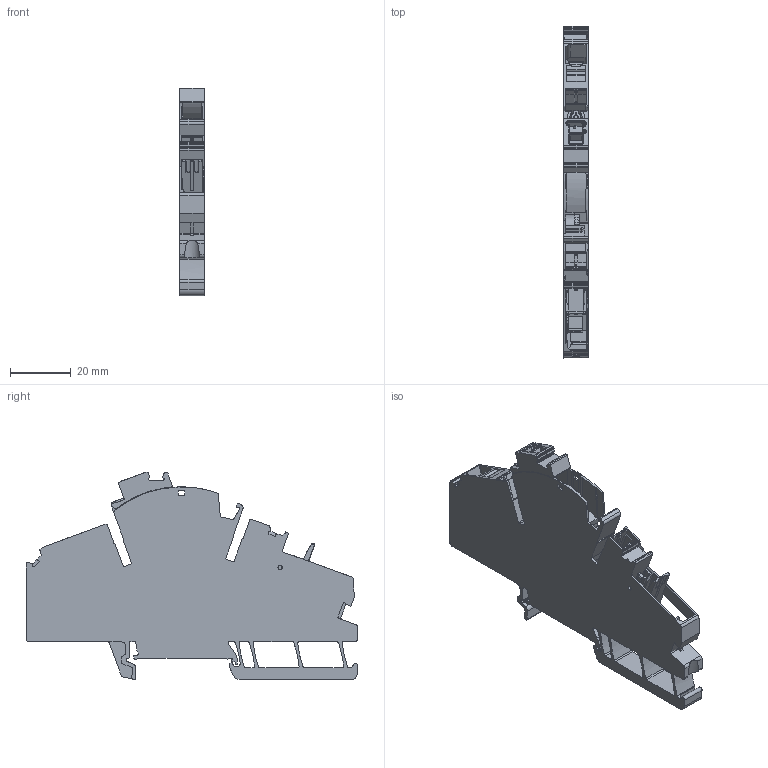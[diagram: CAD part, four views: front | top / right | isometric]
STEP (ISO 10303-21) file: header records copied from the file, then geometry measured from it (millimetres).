
FILE_DESCRIPTION(('CATIA V5 STEP Exchange','CAx-IF Rec.Pracs.--- Model Styling and Organization---1.4--- 2014-01-23'),'2;1');
FILE_NAME ('1235787-4_0', '2021-01-29T11:00:11+00:00', ('none'), ('Weidmueller'), 'CATIA Version 5-6 Release 2016 SP3 HF44', 'CATIA V5 STEP AP214', 'none');
FILE_SCHEMA(('AUTOMOTIVE_DESIGN { 1 0 10303 214 1 1 1 1 }'));
Length unit declared in the file: millimetre
Products named in the file (1): 2762280000
Bounding box: 8.1 x 108.8 x 68 mm (x, y, z)
Volume: 28267.1 mm3; surface area: 19269 mm2
Topology: 4 solids, 5 shells, 1260 faces, 3577 edges, 2323 vertices
Faces by surface type: plane 612, cylinder 423, extrusion 128, cone 38, torus 34, bspline 19, sphere 6
Entity records: 43418 total; most frequent: CARTESIAN_POINT 12687, ORIENTED_EDGE 7138, DIRECTION 4988, EDGE_CURVE 3569, VECTOR 2366, VERTEX_POINT 2323, LINE 2238, AXIS2_PLACEMENT_3D 1647
